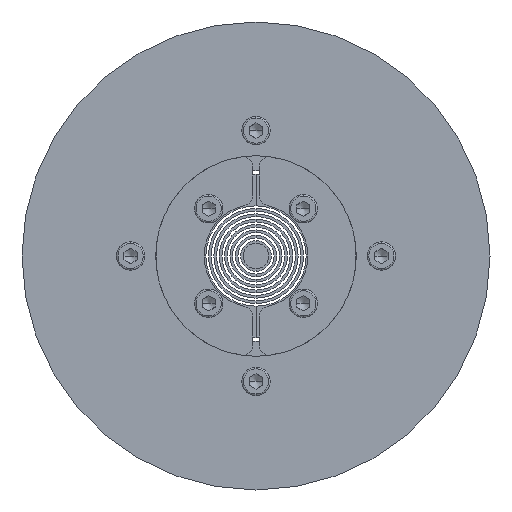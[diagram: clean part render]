
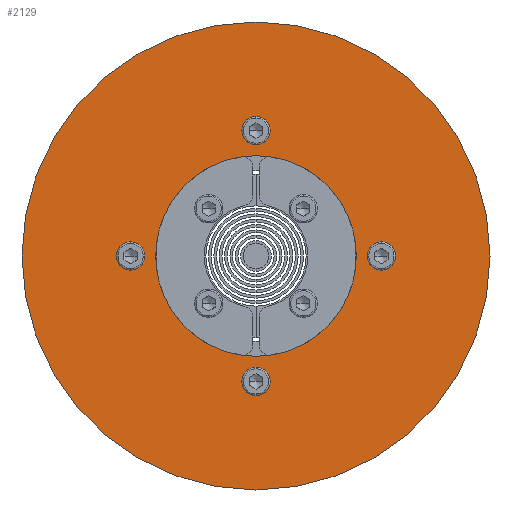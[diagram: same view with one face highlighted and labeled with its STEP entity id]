
A CAD part, left-side view. The second image highlights one B-rep face of the part: STEP entity #2129.
In plain terms, the highlighted face is planar.
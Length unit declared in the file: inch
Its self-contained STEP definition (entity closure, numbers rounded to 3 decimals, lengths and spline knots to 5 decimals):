
#1711=CARTESIAN_POINT('',(30.,0.0,2.0));
#1712=VERTEX_POINT('',#1711);
#1728=CARTESIAN_POINT('',(-30.,0.,2.0));
#1729=VERTEX_POINT('',#1728);
#1736=CARTESIAN_POINT('',(0.,0.0,2.0));
#1737=DIRECTION('',(0.0,0.0,1.0));
#1738=DIRECTION('',(1.0,0.0,0.0));
#1739=AXIS2_PLACEMENT_3D('',#1736,#1737,#1738);
#1740=CIRCLE('',#1739,30.0);
#1741=EDGE_CURVE('',#1729,#1712,#1740,.T.);
#1753=CARTESIAN_POINT('',(70.,0.0,2.0));
#1754=VERTEX_POINT('',#1753);
#1770=CARTESIAN_POINT('',(-70.,0.,2.0));
#1771=VERTEX_POINT('',#1770);
#1778=CARTESIAN_POINT('',(0.,0.0,2.0));
#1779=DIRECTION('',(0.0,0.0,-1.0));
#1780=DIRECTION('',(1.0,0.0,0.0));
#1781=AXIS2_PLACEMENT_3D('',#1778,#1779,#1780);
#1782=CIRCLE('',#1781,70.0);
#1783=EDGE_CURVE('',#1771,#1754,#1782,.T.);
#1793=CARTESIAN_POINT('',(2.75,37.5,2.0));
#1794=VERTEX_POINT('',#1793);
#1803=CARTESIAN_POINT('',(-2.75,37.5,2.0));
#1804=VERTEX_POINT('',#1803);
#1805=CARTESIAN_POINT('',(0.,37.5,2.0));
#1806=DIRECTION('',(0.0,0.0,-1.0));
#1807=DIRECTION('',(1.0,0.0,0.0));
#1808=AXIS2_PLACEMENT_3D('',#1805,#1806,#1807);
#1809=CIRCLE('',#1808,2.75);
#1810=EDGE_CURVE('',#1804,#1794,#1809,.T.);
#1835=CARTESIAN_POINT('',(37.5,-2.75,2.0));
#1836=VERTEX_POINT('',#1835);
#1845=CARTESIAN_POINT('',(37.5,2.75,2.0));
#1846=VERTEX_POINT('',#1845);
#1847=CARTESIAN_POINT('',(37.5,0.,2.0));
#1848=DIRECTION('',(0.0,0.0,-1.0));
#1849=DIRECTION('',(0.0,-1.0,0.0));
#1850=AXIS2_PLACEMENT_3D('',#1847,#1848,#1849);
#1851=CIRCLE('',#1850,2.75);
#1852=EDGE_CURVE('',#1846,#1836,#1851,.T.);
#1877=CARTESIAN_POINT('',(-2.75,-37.5,2.0));
#1878=VERTEX_POINT('',#1877);
#1887=CARTESIAN_POINT('',(2.75,-37.5,2.0));
#1888=VERTEX_POINT('',#1887);
#1889=CARTESIAN_POINT('',(0.,-37.5,2.0));
#1890=DIRECTION('',(0.0,0.0,-1.0));
#1891=DIRECTION('',(-1.0,0.0,0.0));
#1892=AXIS2_PLACEMENT_3D('',#1889,#1890,#1891);
#1893=CIRCLE('',#1892,2.75);
#1894=EDGE_CURVE('',#1888,#1878,#1893,.T.);
#1919=CARTESIAN_POINT('',(-37.5,2.75,2.0));
#1920=VERTEX_POINT('',#1919);
#1929=CARTESIAN_POINT('',(-37.5,-2.75,2.0));
#1930=VERTEX_POINT('',#1929);
#1931=CARTESIAN_POINT('',(-37.5,0.,2.0));
#1932=DIRECTION('',(0.0,0.0,-1.0));
#1933=DIRECTION('',(0.0,1.0,0.0));
#1934=AXIS2_PLACEMENT_3D('',#1931,#1932,#1933);
#1935=CIRCLE('',#1934,2.75);
#1936=EDGE_CURVE('',#1930,#1920,#1935,.T.);
#1970=CARTESIAN_POINT('',(-37.5,0.,2.0));
#1971=DIRECTION('',(0.0,0.0,-1.0));
#1972=DIRECTION('',(0.0,1.0,0.0));
#1973=AXIS2_PLACEMENT_3D('',#1970,#1971,#1972);
#1974=CIRCLE('',#1973,2.75);
#1975=EDGE_CURVE('',#1920,#1930,#1974,.T.);
#1994=CARTESIAN_POINT('',(0.,-37.5,2.0));
#1995=DIRECTION('',(0.0,0.0,-1.0));
#1996=DIRECTION('',(-1.0,0.0,0.0));
#1997=AXIS2_PLACEMENT_3D('',#1994,#1995,#1996);
#1998=CIRCLE('',#1997,2.75);
#1999=EDGE_CURVE('',#1878,#1888,#1998,.T.);
#2018=CARTESIAN_POINT('',(37.5,0.,2.0));
#2019=DIRECTION('',(0.0,0.0,-1.0));
#2020=DIRECTION('',(0.0,-1.0,0.0));
#2021=AXIS2_PLACEMENT_3D('',#2018,#2019,#2020);
#2022=CIRCLE('',#2021,2.75);
#2023=EDGE_CURVE('',#1836,#1846,#2022,.T.);
#2042=CARTESIAN_POINT('',(0.,37.5,2.0));
#2043=DIRECTION('',(0.0,0.0,-1.0));
#2044=DIRECTION('',(1.0,0.0,0.0));
#2045=AXIS2_PLACEMENT_3D('',#2042,#2043,#2044);
#2046=CIRCLE('',#2045,2.75);
#2047=EDGE_CURVE('',#1794,#1804,#2046,.T.);
#2058=CARTESIAN_POINT('',(0.,0.0,2.0));
#2059=DIRECTION('',(0.0,0.0,-1.0));
#2060=DIRECTION('',(1.0,0.0,0.0));
#2061=AXIS2_PLACEMENT_3D('',#2058,#2059,#2060);
#2062=CIRCLE('',#2061,70.0);
#2063=EDGE_CURVE('',#1754,#1771,#2062,.T.);
#2082=CARTESIAN_POINT('',(0.,0.0,2.0));
#2083=DIRECTION('',(0.0,0.0,1.0));
#2084=DIRECTION('',(1.0,0.0,0.0));
#2085=AXIS2_PLACEMENT_3D('',#2082,#2083,#2084);
#2086=CIRCLE('',#2085,30.0);
#2087=EDGE_CURVE('',#1712,#1729,#2086,.T.);
#2100=CARTESIAN_POINT('',(0.,0.0,2.0));
#2101=DIRECTION('',(0.0,0.0,1.0));
#2102=DIRECTION('',(1.0,0.0,0.0));
#2103=AXIS2_PLACEMENT_3D('',#2100,#2101,#2102);
#2104=PLANE('',#2103);
#2105=ORIENTED_EDGE('',*,*,#2063,.F.);
#2106=ORIENTED_EDGE('',*,*,#1783,.F.);
#2107=EDGE_LOOP('',(#2105,#2106));
#2108=FACE_OUTER_BOUND('',#2107,.T.);
#2109=ORIENTED_EDGE('',*,*,#1936,.T.);
#2110=ORIENTED_EDGE('',*,*,#1975,.T.);
#2111=EDGE_LOOP('',(#2109,#2110));
#2112=FACE_BOUND('',#2111,.T.);
#2113=ORIENTED_EDGE('',*,*,#1894,.T.);
#2114=ORIENTED_EDGE('',*,*,#1999,.T.);
#2115=EDGE_LOOP('',(#2113,#2114));
#2116=FACE_BOUND('',#2115,.T.);
#2117=ORIENTED_EDGE('',*,*,#1852,.T.);
#2118=ORIENTED_EDGE('',*,*,#2023,.T.);
#2119=EDGE_LOOP('',(#2117,#2118));
#2120=FACE_BOUND('',#2119,.T.);
#2121=ORIENTED_EDGE('',*,*,#1810,.T.);
#2122=ORIENTED_EDGE('',*,*,#2047,.T.);
#2123=EDGE_LOOP('',(#2121,#2122));
#2124=FACE_BOUND('',#2123,.T.);
#2125=ORIENTED_EDGE('',*,*,#2087,.F.);
#2126=ORIENTED_EDGE('',*,*,#1741,.F.);
#2127=EDGE_LOOP('',(#2125,#2126));
#2128=FACE_BOUND('',#2127,.T.);
#2129=ADVANCED_FACE('',(#2108,#2112,#2116,#2120,#2124,#2128),#2104,.T.);
